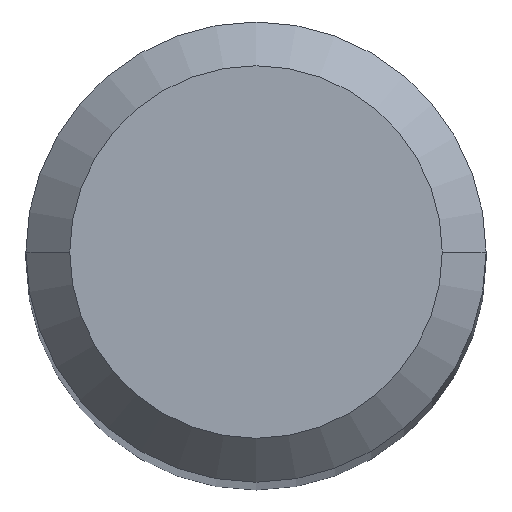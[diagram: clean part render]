
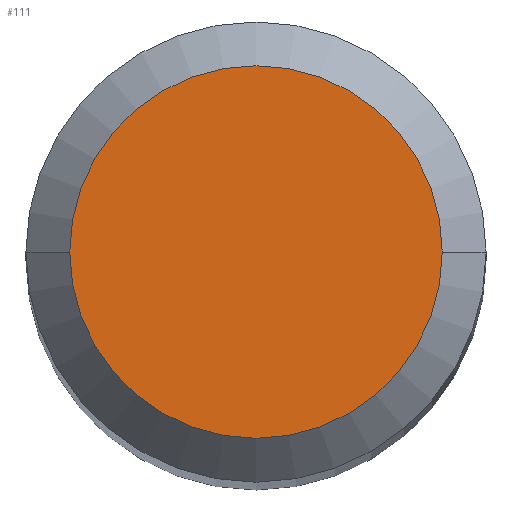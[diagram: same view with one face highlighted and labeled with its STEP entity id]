
A CAD part, top view. The second image highlights one B-rep face of the part: STEP entity #111.
In plain terms, the highlighted planar face has unit normal (0, 0, 1).
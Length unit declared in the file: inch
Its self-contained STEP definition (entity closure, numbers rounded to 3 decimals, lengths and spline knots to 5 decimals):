
#7 = DIRECTION ( 'NONE',  ( 0., 0., 1. ) ) ;
#14 = CARTESIAN_POINT ( 'NONE',  ( 0., 0., 1.9685 ) ) ;
#28 = DIRECTION ( 'NONE',  ( 0., 0., 1. ) ) ;
#29 = CARTESIAN_POINT ( 'NONE',  ( 0., 0., 1.9685 ) ) ;
#38 = CIRCLE ( 'NONE', #184, 0.06374 ) ;
#61 = CARTESIAN_POINT ( 'NONE',  ( 0., 0., 1.9685 ) ) ;
#68 = ORIENTED_EDGE ( 'NONE', *, *, #91, .T. ) ;
#79 = AXIS2_PLACEMENT_3D ( 'NONE', #29, #28, #186 ) ;
#90 = FACE_OUTER_BOUND ( 'NONE', #100, .T. ) ;
#91 = EDGE_CURVE ( 'NONE', #158, #128, #298, .T. ) ;
#100 = EDGE_LOOP ( 'NONE', ( #350, #68 ) ) ;
#105 = AXIS2_PLACEMENT_3D ( 'NONE', #61, #7, #119 ) ;
#111 = ADVANCED_FACE ( 'NONE', ( #90 ), #333, .T. ) ;
#119 = DIRECTION ( 'NONE',  ( 1., 0., 0. ) ) ;
#128 = VERTEX_POINT ( 'NONE', #193 ) ;
#158 = VERTEX_POINT ( 'NONE', #169 ) ;
#169 = CARTESIAN_POINT ( 'NONE',  ( 0.06374, 0., 1.9685 ) ) ;
#184 = AXIS2_PLACEMENT_3D ( 'NONE', #14, #288, #202 ) ;
#186 = DIRECTION ( 'NONE',  ( 1., 0., 0. ) ) ;
#193 = CARTESIAN_POINT ( 'NONE',  ( -0.06374, 0., 1.9685 ) ) ;
#202 = DIRECTION ( 'NONE',  ( 1., 0., 0. ) ) ;
#288 = DIRECTION ( 'NONE',  ( 0., 0., 1. ) ) ;
#298 = CIRCLE ( 'NONE', #79, 0.06374 ) ;
#327 = EDGE_CURVE ( 'NONE', #128, #158, #38, .T. ) ;
#333 = PLANE ( 'NONE',  #105 ) ;
#350 = ORIENTED_EDGE ( 'NONE', *, *, #327, .T. ) ;
